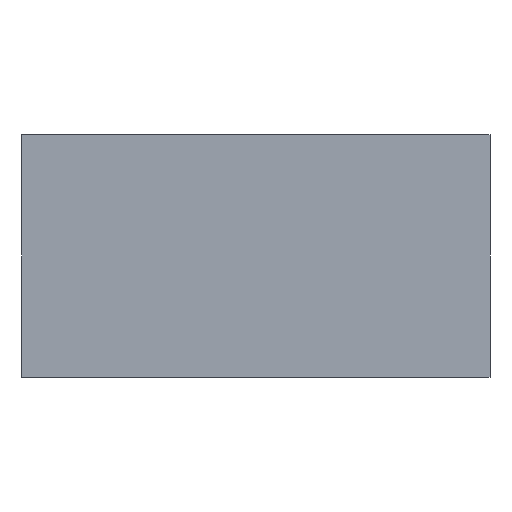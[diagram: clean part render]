
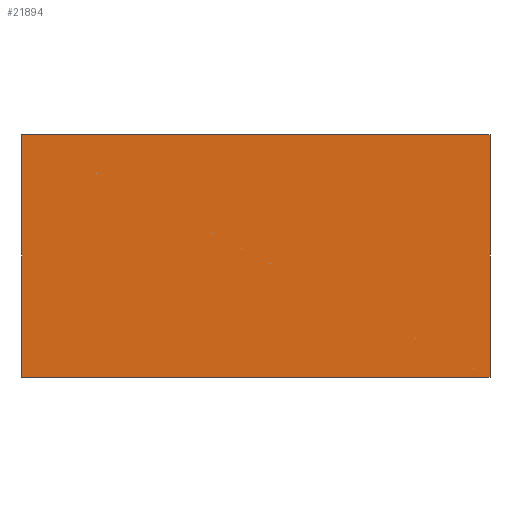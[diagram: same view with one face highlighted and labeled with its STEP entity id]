
A CAD part, front view. The second image highlights one B-rep face of the part: STEP entity #21894.
In plain terms, the highlighted planar face has unit normal (0, -1, 0).
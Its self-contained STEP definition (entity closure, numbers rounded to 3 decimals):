
#2178=FACE_OUTER_BOUND('',#3437,.T.);
#3437=EDGE_LOOP('',(#14558,#14559,#14560,#14561));
#4787=LINE('',#27102,#6843);
#4789=LINE('',#27156,#6845);
#4790=LINE('',#27158,#6846);
#4791=LINE('',#27159,#6847);
#6843=VECTOR('',#23837,6.);
#6845=VECTOR('',#23845,11.6);
#6846=VECTOR('',#23846,6.);
#6847=VECTOR('',#23847,11.6);
#8895=VERTEX_POINT('',#27099);
#8896=VERTEX_POINT('',#27101);
#8905=VERTEX_POINT('',#27155);
#8906=VERTEX_POINT('',#27157);
#11157=EDGE_CURVE('',#8895,#8896,#4787,.T.);
#11167=EDGE_CURVE('',#8895,#8905,#4789,.T.);
#11168=EDGE_CURVE('',#8906,#8905,#4790,.T.);
#11169=EDGE_CURVE('',#8896,#8906,#4791,.T.);
#14558=ORIENTED_EDGE('',*,*,#11167,.T.);
#14559=ORIENTED_EDGE('',*,*,#11168,.F.);
#14560=ORIENTED_EDGE('',*,*,#11169,.F.);
#14561=ORIENTED_EDGE('',*,*,#11157,.F.);
#21298=PLANE('',#23208);
#21894=ADVANCED_FACE('',(#2178),#21298,.F.);
#23208=AXIS2_PLACEMENT_3D('',#27154,#23843,#23844);
#23837=DIRECTION('',(0.,0.,-1.));
#23843=DIRECTION('center_axis',(0.,1.,0.));
#23844=DIRECTION('ref_axis',(1.,0.,0.));
#23845=DIRECTION('',(-1.,0.,0.));
#23846=DIRECTION('',(0.,0.,1.));
#23847=DIRECTION('',(-1.,0.,0.));
#27099=CARTESIAN_POINT('',(5.8,0.,2.225));
#27101=CARTESIAN_POINT('',(5.8,0.,-3.775));
#27102=CARTESIAN_POINT('',(5.8,0.,2.225));
#27154=CARTESIAN_POINT('Origin',(0.,0.,0.));
#27155=CARTESIAN_POINT('',(-5.8,0.,2.225));
#27156=CARTESIAN_POINT('',(5.8,0.,2.225));
#27157=CARTESIAN_POINT('',(-5.8,0.,-3.775));
#27158=CARTESIAN_POINT('',(-5.8,0.,-3.775));
#27159=CARTESIAN_POINT('',(5.8,0.,-3.775));
